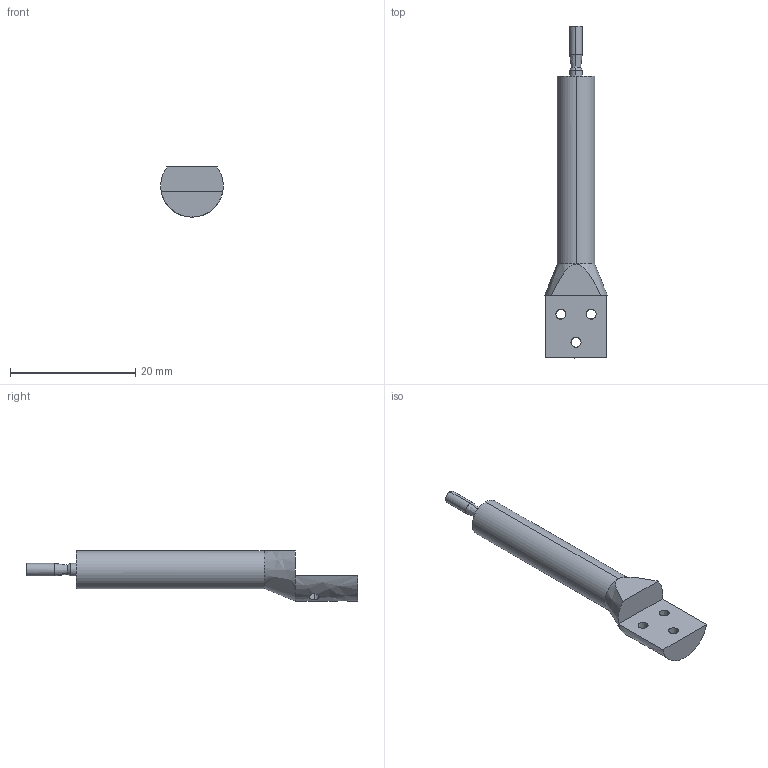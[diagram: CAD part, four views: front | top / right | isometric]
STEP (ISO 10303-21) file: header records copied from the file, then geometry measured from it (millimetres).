
FILE_DESCRIPTION(/* description */ (''),/* implementation_level */ '2;1');
FILE_NAME(/* name */ 'retracter',/* time_stamp */ '2016-10-04T11:10:26-04:00',/* author */ (''),/* organization */ (''),/* preprocessor_version */ 'ST-DEVELOPER v15',/* originating_system */ '',/* authorisation */ '');
FILE_SCHEMA (('AUTOMOTIVE_DESIGN'));
Length unit declared in the file: millimetre
Products named in the file (1): Document
Bounding box: 9.99 x 53 x 8 mm (x, y, z)
Volume: 1388 mm3; surface area: 1119.8 mm2
Topology: 1 solids, 1 shells, 25 faces, 55 edges, 33 vertices
Faces by surface type: bspline 21, plane 4
Entity records: 1008 total; most frequent: CARTESIAN_POINT 638, ORIENTED_EDGE 110, EDGE_CURVE 55, VERTEX_POINT 33, EDGE_LOOP 32, B_SPLINE_CURVE_WITH_KNOTS 29, ADVANCED_FACE 25, FACE_OUTER_BOUND 25
